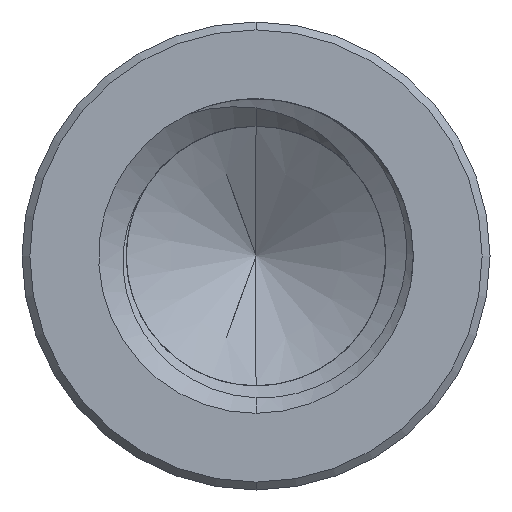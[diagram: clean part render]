
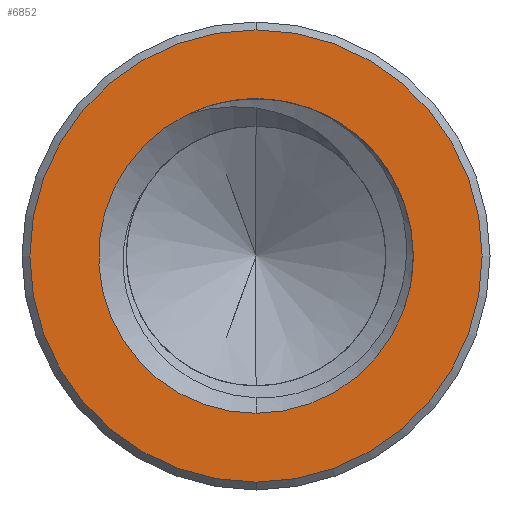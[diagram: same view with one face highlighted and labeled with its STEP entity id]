
A CAD part, front view. The second image highlights one B-rep face of the part: STEP entity #6852.
In plain terms, the highlighted planar face has unit normal (0, -1, 0).
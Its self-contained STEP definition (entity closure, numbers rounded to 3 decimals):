
#73 = CIRCLE ( 'NONE', #4573, 2. ) ;
#147 = DIRECTION ( 'NONE',  ( 0., -1., 0. ) ) ;
#237 = CARTESIAN_POINT ( 'NONE',  ( 0., -22., 0. ) ) ;
#399 = CARTESIAN_POINT ( 'NONE',  ( 0.675, -22., 1.883 ) ) ;
#434 = EDGE_CURVE ( 'NONE', #5087, #5496, #5876, .T. ) ;
#458 = ORIENTED_EDGE ( 'NONE', *, *, #2435, .T. ) ;
#822 = CARTESIAN_POINT ( 'NONE',  ( -0.874, -22., 1.799 ) ) ;
#1445 = CIRCLE ( 'NONE', #6790, 2.875 ) ;
#1702 = DIRECTION ( 'NONE',  ( 0., -1., 0. ) ) ;
#1788 = ORIENTED_EDGE ( 'NONE', *, *, #3514, .T. ) ;
#1813 = CARTESIAN_POINT ( 'NONE',  ( 0., -22., 0. ) ) ;
#2184 = ORIENTED_EDGE ( 'NONE', *, *, #5521, .T. ) ;
#2251 = CARTESIAN_POINT ( 'NONE',  ( 0., -22., 2.875 ) ) ;
#2327 = AXIS2_PLACEMENT_3D ( 'NONE', #5277, #8145, #2337 ) ;
#2337 = DIRECTION ( 'NONE',  ( 0., 0., 1. ) ) ;
#2435 = EDGE_CURVE ( 'NONE', #7574, #5087, #73, .T. ) ;
#2824 = CARTESIAN_POINT ( 'NONE',  ( 0., -22., 0. ) ) ;
#2970 = FACE_BOUND ( 'NONE', #4223, .T. ) ;
#3274 = AXIS2_PLACEMENT_3D ( 'NONE', #7870, #7180, #5102 ) ;
#3514 = EDGE_CURVE ( 'NONE', #3741, #4176, #1445, .T. ) ;
#3741 = VERTEX_POINT ( 'NONE', #2251 ) ;
#3807 = EDGE_CURVE ( 'NONE', #4176, #3741, #8874, .T. ) ;
#3839 = EDGE_LOOP ( 'NONE', ( #1788, #5896 ) ) ;
#3973 = ORIENTED_EDGE ( 'NONE', *, *, #434, .T. ) ;
#4176 = VERTEX_POINT ( 'NONE', #5805 ) ;
#4221 = DIRECTION ( 'NONE',  ( 0., 1., 0. ) ) ;
#4223 = EDGE_LOOP ( 'NONE', ( #458, #3973, #2184 ) ) ;
#4573 = AXIS2_PLACEMENT_3D ( 'NONE', #1813, #7466, #5379 ) ;
#4757 = AXIS2_PLACEMENT_3D ( 'NONE', #2824, #4221, #7156 ) ;
#5035 = DIRECTION ( 'NONE',  ( 0., 0., 1. ) ) ;
#5087 = VERTEX_POINT ( 'NONE', #8016 ) ;
#5102 = DIRECTION ( 'NONE',  ( 0., 0., 1. ) ) ;
#5224 = DIRECTION ( 'NONE',  ( 0., 0., 1. ) ) ;
#5277 = CARTESIAN_POINT ( 'NONE',  ( 0., -22., 0. ) ) ;
#5379 = DIRECTION ( 'NONE',  ( 0., 0., 1. ) ) ;
#5470 = AXIS2_PLACEMENT_3D ( 'NONE', #237, #1702, #5224 ) ;
#5496 = VERTEX_POINT ( 'NONE', #822 ) ;
#5521 = EDGE_CURVE ( 'NONE', #5496, #7574, #8525, .T. ) ;
#5625 = CARTESIAN_POINT ( 'NONE',  ( 0., -22., 0. ) ) ;
#5805 = CARTESIAN_POINT ( 'NONE',  ( 0., -22., -2.875 ) ) ;
#5876 = CIRCLE ( 'NONE', #2327, 2. ) ;
#5896 = ORIENTED_EDGE ( 'NONE', *, *, #3807, .T. ) ;
#6790 = AXIS2_PLACEMENT_3D ( 'NONE', #5625, #147, #5035 ) ;
#6852 = ADVANCED_FACE ( 'NONE', ( #2970, #7959 ), #7150, .F. ) ;
#7150 = PLANE ( 'NONE',  #3274 ) ;
#7156 = DIRECTION ( 'NONE',  ( 0., 0., 1. ) ) ;
#7180 = DIRECTION ( 'NONE',  ( 0., 1., 0. ) ) ;
#7466 = DIRECTION ( 'NONE',  ( 0., 1., 0. ) ) ;
#7574 = VERTEX_POINT ( 'NONE', #399 ) ;
#7870 = CARTESIAN_POINT ( 'NONE',  ( 0., -22., 0. ) ) ;
#7959 = FACE_OUTER_BOUND ( 'NONE', #3839, .T. ) ;
#8016 = CARTESIAN_POINT ( 'NONE',  ( 0., -22., -2. ) ) ;
#8145 = DIRECTION ( 'NONE',  ( 0., 1., 0. ) ) ;
#8525 = CIRCLE ( 'NONE', #4757, 2. ) ;
#8874 = CIRCLE ( 'NONE', #5470, 2.875 ) ;
